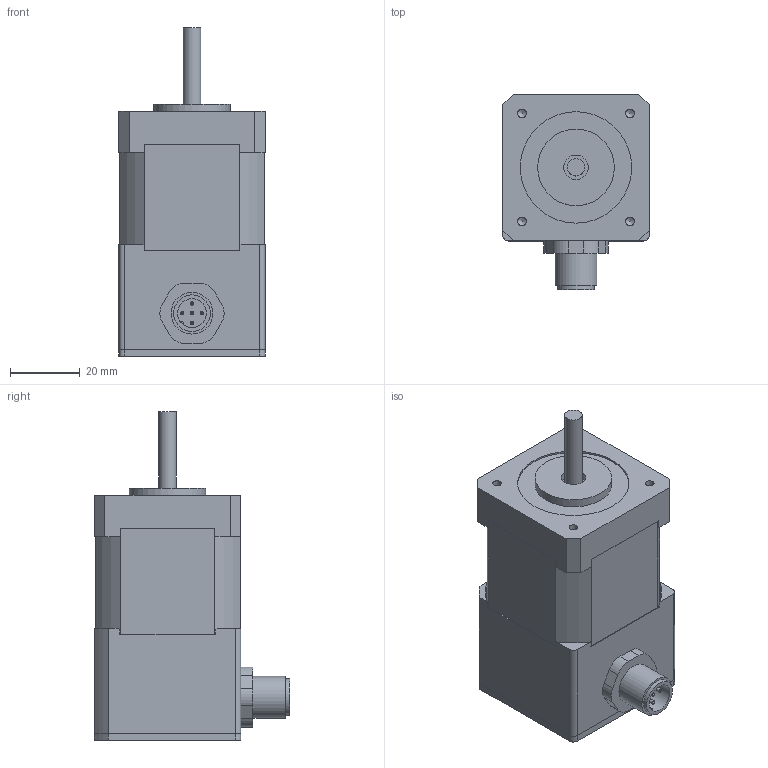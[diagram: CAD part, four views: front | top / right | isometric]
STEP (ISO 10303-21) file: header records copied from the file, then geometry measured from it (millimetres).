
FILE_DESCRIPTION((''),'2;1');
FILE_NAME('AS4118L1804.stp','2014-10-21T11:25:49',('schneid_a'),(''),'Autodesk Inventor 2010','Autodesk Inventor 2010','');
FILE_SCHEMA(('AUTOMOTIVE_DESIGN { 1 0 10303 214 1 1 1 1 }'));
Length unit declared in the file: millimetre
Products named in the file (6): AS4118L1804; ST4118L1804-CB1; MG-D41; MG-AK41-M12; DIN EN ISO 7046-1 H M2,5 x 8 - 4.8 - H; M12-5pol_neu
Assembly tree (8 placements, depth 2):
  AS4118L1804
    ST4118L1804-CB1
    MG-D41
    MG-AK41-M12
    DIN EN ISO 7046-1 H M2,5 x 8 - 4.8 - H  x4
    M12-5pol_neu
Bounding box: 42 x 56 x 94.42 mm (x, y, z)
Volume: 87071.8 mm3; surface area: 29824.2 mm2
Topology: 8 solids, 8 shells, 366 faces, 937 edges, 606 vertices
Faces by surface type: plane 139, cylinder 96, cone 62, bspline 42, torus 27
Full cylindrical faces by diameter (mm): 1 x5, 2.224 x4, 2.5 x4, 2.9 x4, 4.7 x4, 5 x1, 7 x1, 8.3 x1, 9.2 x1, 10 x1, 10.5 x1, 12 x2, 16 x1, 21.95 x1, 22 x1, 32 x1
Entity records: 8622 total; most frequent: CARTESIAN_POINT 2155, DIRECTION 1337, ORIENTED_EDGE 1194, EDGE_CURVE 597, AXIS2_PLACEMENT_3D 524, VERTEX_POINT 423, EDGE_LOOP 400, VECTOR 289
